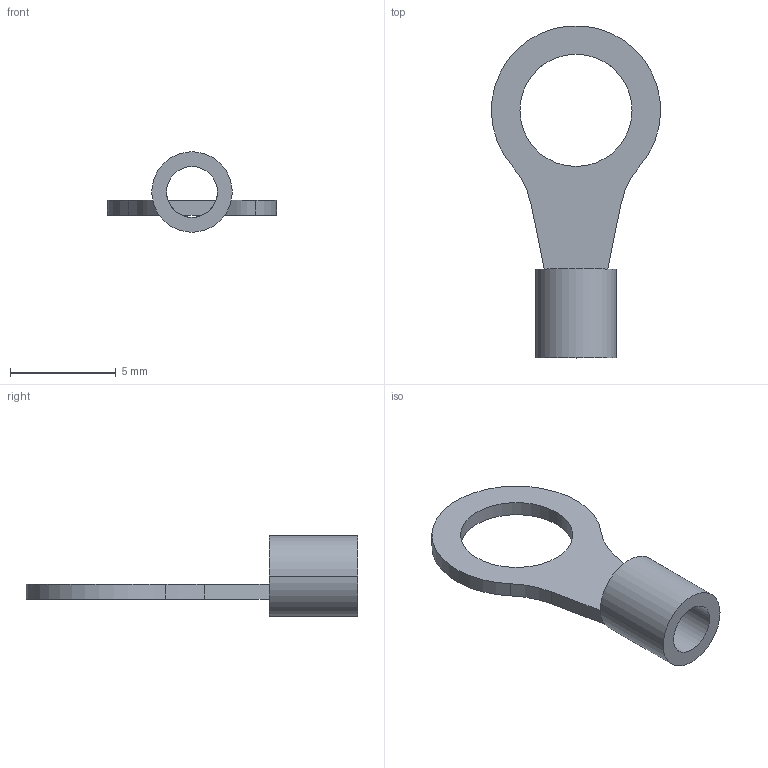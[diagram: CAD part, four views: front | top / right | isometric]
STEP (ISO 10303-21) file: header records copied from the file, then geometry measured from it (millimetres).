
FILE_DESCRIPTION(('CATIA V5 STEP Exchange','CAx-IF Rec.Pracs.--- Model Styling and Organization---1.4--- 2014-01-23'),'2;1');
FILE_NAME ('033848-1_1', '2019-06-06T10:17:23+00:00', ('none'), ('Weidmueller'), 'CATIA Version 5-6 Release 2016 SP3 HF44', 'CATIA V5 STEP AP214', 'none');
FILE_SCHEMA(('AUTOMOTIVE_DESIGN { 1 0 10303 214 1 1 1 1 }'));
Length unit declared in the file: millimetre
Products named in the file (1): 9200180000
Bounding box: 7.99 x 15.69 x 3.8 mm (x, y, z)
Volume: 58.4 mm3; surface area: 212.6 mm2
Topology: 1 solids, 1 shells, 16 faces, 44 edges, 28 vertices
Faces by surface type: cylinder 9, plane 7
Entity records: 523 total; most frequent: ORIENTED_EDGE 88, CARTESIAN_POINT 85, DIRECTION 68, EDGE_CURVE 44, AXIS2_PLACEMENT_3D 35, VERTEX_POINT 28, VECTOR 22, CIRCLE 22
